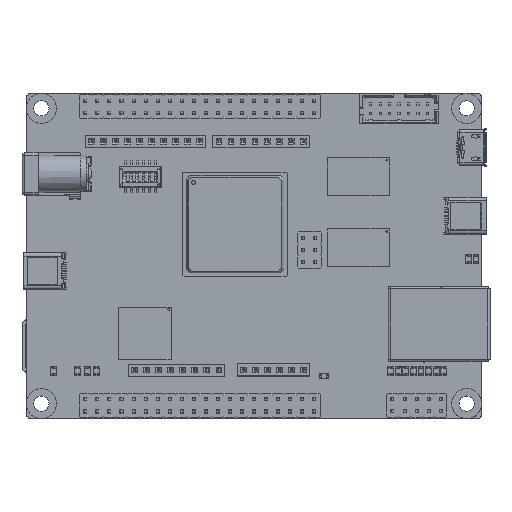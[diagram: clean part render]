
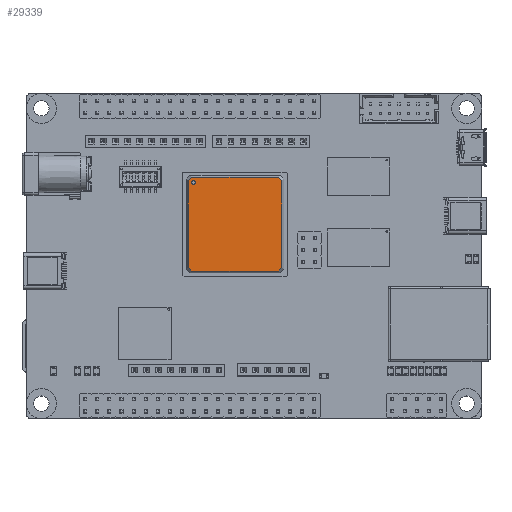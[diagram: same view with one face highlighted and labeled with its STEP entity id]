
A CAD part, top view. The second image highlights one B-rep face of the part: STEP entity #29339.
In plain terms, the highlighted planar face has unit normal (0, 0, 1).
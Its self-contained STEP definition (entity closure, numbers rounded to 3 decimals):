
#29141=CARTESIAN_POINT('',(34.106,31.856,3.4));
#29142=VERTEX_POINT('',#29141);
#29149=CARTESIAN_POINT('',(34.106,50.144,3.4));
#29150=VERTEX_POINT('',#29149);
#29151=CARTESIAN_POINT('',(34.106,31.856,3.4));
#29152=DIRECTION('',(0.,1.,0.));
#29153=VECTOR('',#29152,18.288);
#29154=LINE('',#29151,#29153);
#29155=EDGE_CURVE('',#29142,#29150,#29154,.T.);
#29214=CARTESIAN_POINT('',(34.856,31.106,3.4));
#29215=VERTEX_POINT('',#29214);
#29222=CARTESIAN_POINT('',(34.856,31.106,3.4));
#29223=DIRECTION('',(-0.707,0.707,0.));
#29224=VECTOR('',#29223,1.061);
#29225=LINE('',#29222,#29224);
#29226=EDGE_CURVE('',#29215,#29142,#29225,.T.);
#29245=CARTESIAN_POINT('',(34.856,50.894,3.4));
#29246=VERTEX_POINT('',#29245);
#29247=CARTESIAN_POINT('',(34.106,50.144,3.4));
#29248=DIRECTION('',(0.707,0.707,-0.));
#29249=VECTOR('',#29248,1.061);
#29250=LINE('',#29247,#29249);
#29251=EDGE_CURVE('',#29150,#29246,#29250,.T.);
#29271=CARTESIAN_POINT('',(34.106,50.144,3.4));
#29272=DIRECTION('',(0.,0.,1.));
#29273=DIRECTION('',(0.734,-0.679,0.));
#29274=AXIS2_PLACEMENT_3D('',#29271,#29272,#29273);
#29275=PLANE('',#29274);
#29276=ORIENTED_EDGE('',*,*,#29251,.F.);
#29277=ORIENTED_EDGE('',*,*,#29155,.F.);
#29278=ORIENTED_EDGE('',*,*,#29226,.F.);
#29279=CARTESIAN_POINT('',(53.144,31.106,3.4));
#29280=VERTEX_POINT('',#29279);
#29281=CARTESIAN_POINT('',(53.144,31.106,3.4));
#29282=DIRECTION('',(-1.,0.,-0.));
#29283=VECTOR('',#29282,18.288);
#29284=LINE('',#29281,#29283);
#29285=EDGE_CURVE('',#29280,#29215,#29284,.T.);
#29286=ORIENTED_EDGE('',*,*,#29285,.F.);
#29287=CARTESIAN_POINT('',(53.894,31.856,3.4));
#29288=VERTEX_POINT('',#29287);
#29289=CARTESIAN_POINT('',(53.894,31.856,3.4));
#29290=DIRECTION('',(-0.707,-0.707,-0.));
#29291=VECTOR('',#29290,1.061);
#29292=LINE('',#29289,#29291);
#29293=EDGE_CURVE('',#29288,#29280,#29292,.T.);
#29294=ORIENTED_EDGE('',*,*,#29293,.F.);
#29295=CARTESIAN_POINT('',(53.894,50.144,3.4));
#29296=VERTEX_POINT('',#29295);
#29297=CARTESIAN_POINT('',(53.894,50.144,3.4));
#29298=DIRECTION('',(0.,-1.,0.));
#29299=VECTOR('',#29298,18.288);
#29300=LINE('',#29297,#29299);
#29301=EDGE_CURVE('',#29296,#29288,#29300,.T.);
#29302=ORIENTED_EDGE('',*,*,#29301,.F.);
#29303=CARTESIAN_POINT('',(53.144,50.894,3.4));
#29304=VERTEX_POINT('',#29303);
#29305=CARTESIAN_POINT('',(53.144,50.894,3.4));
#29306=DIRECTION('',(0.707,-0.707,0.));
#29307=VECTOR('',#29306,1.061);
#29308=LINE('',#29305,#29307);
#29309=EDGE_CURVE('',#29304,#29296,#29308,.T.);
#29310=ORIENTED_EDGE('',*,*,#29309,.F.);
#29311=CARTESIAN_POINT('',(34.856,50.894,3.4));
#29312=DIRECTION('',(1.,0.,-0.));
#29313=VECTOR('',#29312,18.288);
#29314=LINE('',#29311,#29313);
#29315=EDGE_CURVE('',#29246,#29304,#29314,.T.);
#29316=ORIENTED_EDGE('',*,*,#29315,.F.);
#29317=EDGE_LOOP('',(#29276,#29277,#29278,#29286,#29294,#29302,#29310,#29316));
#29318=FACE_BOUND('',#29317,.T.);
#29319=CARTESIAN_POINT('',(34.836,49.764,3.4));
#29320=VERTEX_POINT('',#29319);
#29321=CARTESIAN_POINT('',(35.236,49.364,3.4));
#29322=VERTEX_POINT('',#29321);
#29323=CARTESIAN_POINT('',(35.236,49.764,3.4));
#29324=DIRECTION('',(0.,0.,-1.));
#29325=DIRECTION('',(-1.,0.,0.));
#29326=AXIS2_PLACEMENT_3D('',#29323,#29324,#29325);
#29327=CIRCLE('',#29326,0.4);
#29328=EDGE_CURVE('',#29320,#29322,#29327,.T.);
#29329=ORIENTED_EDGE('',*,*,#29328,.T.);
#29330=CARTESIAN_POINT('',(35.236,49.764,3.4));
#29331=DIRECTION('',(0.,0.,-1.));
#29332=DIRECTION('',(-1.,0.,0.));
#29333=AXIS2_PLACEMENT_3D('',#29330,#29331,#29332);
#29334=CIRCLE('',#29333,0.4);
#29335=EDGE_CURVE('',#29322,#29320,#29334,.T.);
#29336=ORIENTED_EDGE('',*,*,#29335,.T.);
#29337=EDGE_LOOP('',(#29329,#29336));
#29338=FACE_BOUND('',#29337,.T.);
#29339=ADVANCED_FACE('',(#29318,#29338),#29275,.T.);
